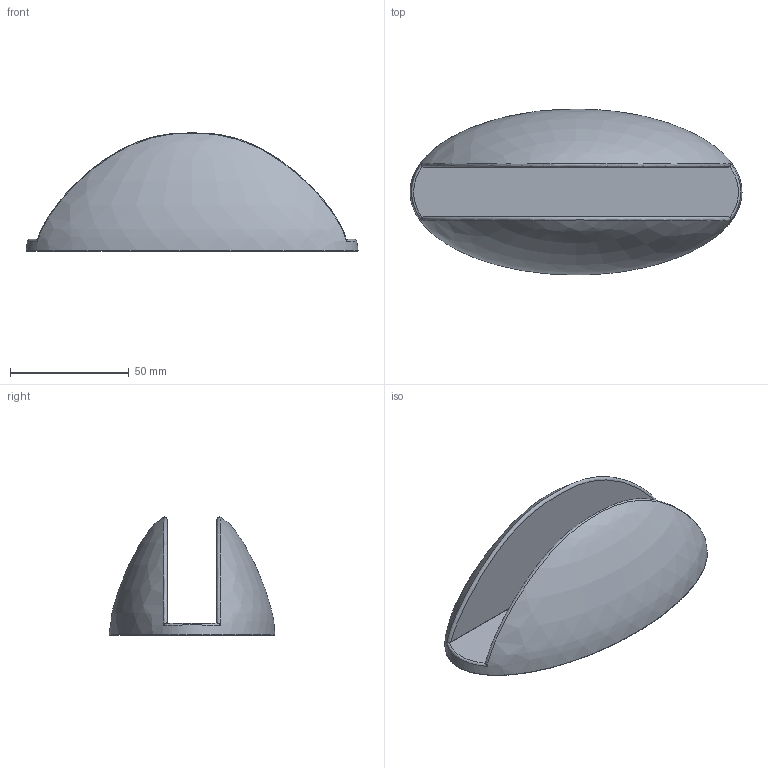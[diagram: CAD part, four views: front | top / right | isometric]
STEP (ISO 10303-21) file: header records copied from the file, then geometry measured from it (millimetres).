
FILE_DESCRIPTION(/* description */ ('STEP AP242','CAx-IF Rec.Pracs.---Representation and Presentation of Product Manufacturing Information (PMI)---4.0---2014-10-13','CAx-IF Rec.Pracs.---3D Tessellated Geometry---0.4---2014-09-14','2;1'),/* implementation_level */ '2;1');
FILE_NAME(/* name */ '66734a42a5d80415e13cf28f',/* time_stamp */ '2024-06-19T21:14:43Z',/* author */ (''),/* organization */ (''),/* preprocessor_version */ 'ST-DEVELOPER v20',/* originating_system */ ' ',/* authorisation */ ' ');
FILE_SCHEMA (('AP242_MANAGED_MODEL_BASED_3D_ENGINEERING_MIM_LF { 1 0 10303 442 1 1 4 }'));
Length unit declared in the file: metre
Products named in the file (1): laptop_stand
Bounding box: 140 x 69.97 x 49.79 mm (x, y, z)
Volume: 149202.2 mm3; surface area: 31021.9 mm2
Topology: 1 solids, 1 shells, 20 faces, 46 edges, 24 vertices
Faces by surface type: bspline 14, plane 4, cylinder 2
Entity records: 1457 total; most frequent: CARTESIAN_POINT 1133, ORIENTED_EDGE 76, EDGE_CURVE 38, DIRECTION 34, B_SPLINE_CURVE_WITH_KNOTS 26, VERTEX_POINT 22, EDGE_LOOP 22, FACE_BOUND 22
